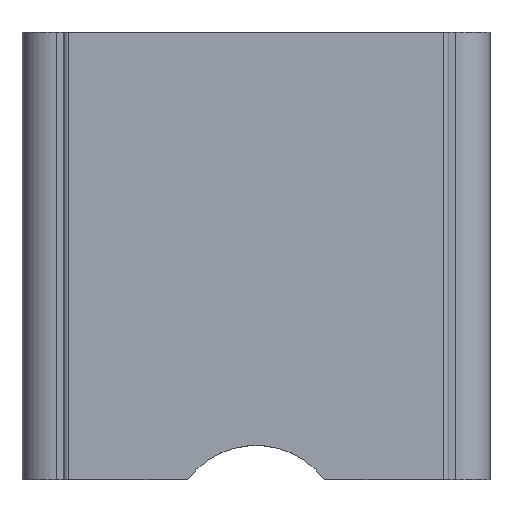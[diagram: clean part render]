
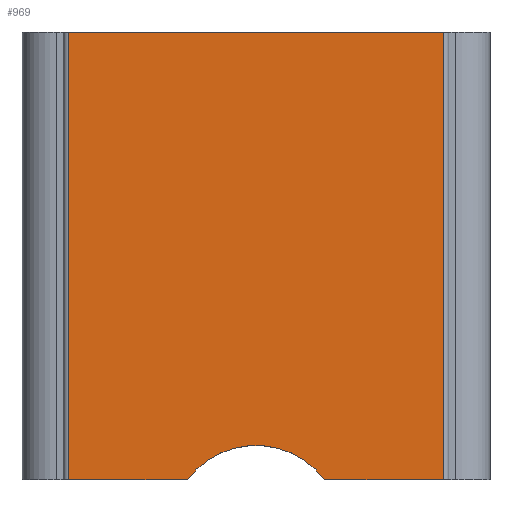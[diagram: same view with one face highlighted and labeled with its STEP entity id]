
A CAD part, top view. The second image highlights one B-rep face of the part: STEP entity #969.
In plain terms, the highlighted planar face has unit normal (0, 0, 1).
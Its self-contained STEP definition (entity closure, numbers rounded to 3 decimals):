
#76=FACE_OUTER_BOUND($,#128,.T.);
#128=EDGE_LOOP($,(#856,#857,#858,#859,#860,#861));
#224=LINE($,#1576,#332);
#229=LINE($,#1589,#337);
#233=LINE($,#1599,#341);
#234=LINE($,#1602,#342);
#235=LINE($,#1605,#343);
#332=VECTOR($,#1292,6.6);
#337=VECTOR($,#1303,5.53);
#341=VECTOR($,#1313,6.6);
#342=VECTOR($,#1316,1.752);
#343=VECTOR($,#1319,1.752);
#378=CIRCLE($,#1057,1.27);
#457=VERTEX_POINT($,#1573);
#458=VERTEX_POINT($,#1575);
#463=VERTEX_POINT($,#1587);
#466=VERTEX_POINT($,#1597);
#467=VERTEX_POINT($,#1601);
#468=VERTEX_POINT($,#1603);
#587=EDGE_CURVE($,#457,#458,#224,.T.);
#594=EDGE_CURVE($,#457,#463,#229,.T.);
#599=EDGE_CURVE($,#466,#463,#233,.T.);
#600=EDGE_CURVE($,#467,#466,#234,.T.);
#601=EDGE_CURVE($,#467,#468,#378,.T.);
#602=EDGE_CURVE($,#458,#468,#235,.T.);
#856=ORIENTED_EDGE($,*,*,#587,.F.);
#857=ORIENTED_EDGE($,*,*,#594,.T.);
#858=ORIENTED_EDGE($,*,*,#599,.F.);
#859=ORIENTED_EDGE($,*,*,#600,.F.);
#860=ORIENTED_EDGE($,*,*,#601,.T.);
#861=ORIENTED_EDGE($,*,*,#602,.F.);
#918=PLANE($,#1056);
#969=ADVANCED_FACE($,(#76),#918,.T.);
#1056=AXIS2_PLACEMENT_3D($,#1600,#1314,#1315);
#1057=AXIS2_PLACEMENT_3D($,#1604,#1317,#1318);
#1292=DIRECTION($,(0.,-1.,0.));
#1303=DIRECTION($,(-1.,0.,0.));
#1313=DIRECTION($,(0.,1.,0.));
#1314=DIRECTION('center_axis',(0.,0.,1.));
#1315=DIRECTION('ref_axis',(1.,0.,0.));
#1316=DIRECTION($,(-1.,0.,0.));
#1317=DIRECTION('center_axis',(0.,0.,-1.));
#1318=DIRECTION('ref_axis',(-1.,0.,0.));
#1319=DIRECTION($,(-1.,0.,0.));
#1573=CARTESIAN_POINT('',(2.765,6.6,1.488));
#1575=CARTESIAN_POINT('',(2.765,0.,1.488));
#1576=CARTESIAN_POINT($,(2.765,0.,1.488));
#1587=CARTESIAN_POINT('',(-2.765,6.6,1.488));
#1589=CARTESIAN_POINT($,(-1.421,6.6,1.488));
#1597=CARTESIAN_POINT('',(-2.765,0.,1.488));
#1599=CARTESIAN_POINT($,(-2.765,0.,1.488));
#1600=CARTESIAN_POINT('Origin',(-2.841,0.,1.488));
#1601=CARTESIAN_POINT('',(-1.013,0.,1.488));
#1602=CARTESIAN_POINT($,(2.841,0.,1.488));
#1603=CARTESIAN_POINT('',(1.013,0.,1.488));
#1604=CARTESIAN_POINT('Origin',(0.,-0.766,1.488));
#1605=CARTESIAN_POINT($,(2.841,0.,1.488));
